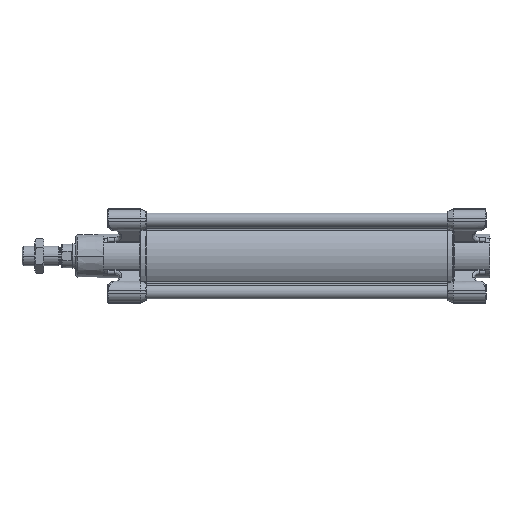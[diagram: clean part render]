
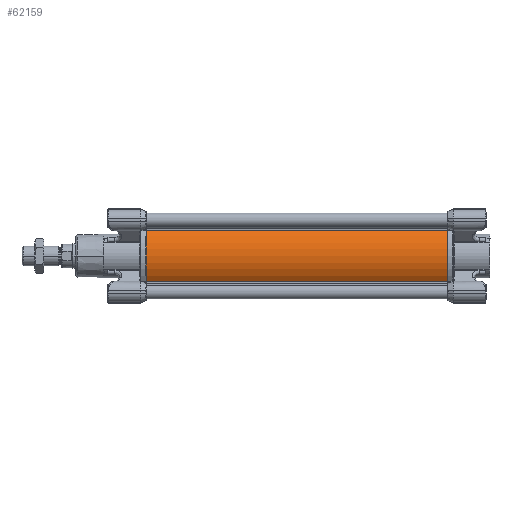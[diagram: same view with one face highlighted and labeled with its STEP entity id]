
A CAD part, left-side view. The second image highlights one B-rep face of the part: STEP entity #62159.
In plain terms, the highlighted cylindrical face has radius 42.5 mm (diameter 85 mm), a partial arc.
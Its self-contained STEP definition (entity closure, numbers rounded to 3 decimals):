
#936 = DIRECTION ( 'NONE',  ( 0., 1., 0. ) ) ;
#3265 = ORIENTED_EDGE ( 'NONE', *, *, #34687, .T. ) ;
#6044 = CARTESIAN_POINT ( 'NONE',  ( 0., 340., 0. ) ) ;
#7093 = EDGE_CURVE ( 'NONE', #95039, #114734, #72271, .T. ) ;
#13460 = ORIENTED_EDGE ( 'NONE', *, *, #7093, .T. ) ;
#14524 = LINE ( 'NONE', #52948, #80777 ) ;
#18362 = CARTESIAN_POINT ( 'NONE',  ( 0., 288., 0. ) ) ;
#20457 = AXIS2_PLACEMENT_3D ( 'NONE', #6044, #52862, #70907 ) ;
#31392 = DIRECTION ( 'NONE',  ( 0., 0., -1. ) ) ;
#34687 = EDGE_CURVE ( 'NONE', #104510, #95039, #82351, .T. ) ;
#34871 = DIRECTION ( 'NONE',  ( 0., 1., 0. ) ) ;
#35761 = EDGE_CURVE ( 'NONE', #40394, #114734, #14524, .T. ) ;
#40394 = VERTEX_POINT ( 'NONE', #63481 ) ;
#41579 = CIRCLE ( 'NONE', #114573, 42.5 ) ;
#44997 = DIRECTION ( 'NONE',  ( 0., 1., 0. ) ) ;
#48642 = VECTOR ( 'NONE', #44997, 1000. ) ;
#52862 = DIRECTION ( 'NONE',  ( 0., -1., 0. ) ) ;
#52948 = CARTESIAN_POINT ( 'NONE',  ( -34.081, 288., -25.391 ) ) ;
#54028 = CARTESIAN_POINT ( 'NONE',  ( -34.081, 288., 25.391 ) ) ;
#60860 = CARTESIAN_POINT ( 'NONE',  ( 0., 38., 0. ) ) ;
#62159 = ADVANCED_FACE ( 'NONE', ( #64041 ), #100776, .T. ) ;
#63481 = CARTESIAN_POINT ( 'NONE',  ( -34.081, 38., -25.391 ) ) ;
#64041 = FACE_OUTER_BOUND ( 'NONE', #70391, .T. ) ;
#70391 = EDGE_LOOP ( 'NONE', ( #13460, #77795, #79425, #3265 ) ) ;
#70907 = DIRECTION ( 'NONE',  ( 0., 0., -1. ) ) ;
#72271 = CIRCLE ( 'NONE', #20457, 42.5 ) ;
#77795 = ORIENTED_EDGE ( 'NONE', *, *, #35761, .F. ) ;
#79425 = ORIENTED_EDGE ( 'NONE', *, *, #82509, .F. ) ;
#80777 = VECTOR ( 'NONE', #34871, 1000. ) ;
#82351 = LINE ( 'NONE', #54028, #48642 ) ;
#82509 = EDGE_CURVE ( 'NONE', #104510, #40394, #41579, .T. ) ;
#91426 = AXIS2_PLACEMENT_3D ( 'NONE', #18362, #936, #101940 ) ;
#93090 = CARTESIAN_POINT ( 'NONE',  ( -34.081, 340., 25.391 ) ) ;
#95039 = VERTEX_POINT ( 'NONE', #93090 ) ;
#96679 = CARTESIAN_POINT ( 'NONE',  ( -34.081, 38., 25.391 ) ) ;
#97587 = DIRECTION ( 'NONE',  ( 0., -1., 0. ) ) ;
#100776 = CYLINDRICAL_SURFACE ( 'NONE', #91426, 42.5 ) ;
#101940 = DIRECTION ( 'NONE',  ( 0., 0., 1. ) ) ;
#104510 = VERTEX_POINT ( 'NONE', #96679 ) ;
#104992 = CARTESIAN_POINT ( 'NONE',  ( -34.081, 340., -25.391 ) ) ;
#114573 = AXIS2_PLACEMENT_3D ( 'NONE', #60860, #97587, #31392 ) ;
#114734 = VERTEX_POINT ( 'NONE', #104992 ) ;
